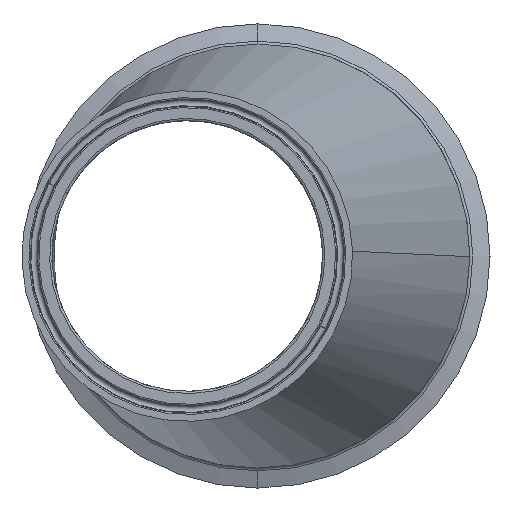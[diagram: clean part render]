
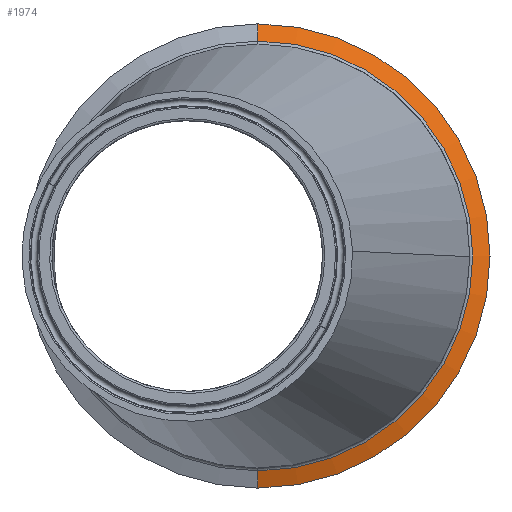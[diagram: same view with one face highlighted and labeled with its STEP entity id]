
A CAD part, front view. The second image highlights one B-rep face of the part: STEP entity #1974.
In plain terms, the highlighted conical face has half-angle 70 degrees and reference radius 83.44 mm.
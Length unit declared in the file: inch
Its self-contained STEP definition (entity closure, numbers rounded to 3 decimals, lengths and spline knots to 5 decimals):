
#7 = CARTESIAN_POINT ( 'NONE',  ( 2.09122, -0.17069, -3.28504 ) ) ;
#19 = CARTESIAN_POINT ( 'NONE',  ( 2.09122, -0.25935, 3.04145 ) ) ;
#22 = DIRECTION ( 'NONE',  ( 0., 0.342, -0.94 ) ) ;
#42 = CARTESIAN_POINT ( 'NONE',  ( 2.09122, -0.17069, 3.28504 ) ) ;
#82 = CARTESIAN_POINT ( 'NONE',  ( 2.09122, -0.17069, 0. ) ) ;
#257 = CARTESIAN_POINT ( 'NONE',  ( 2.09122, -0.17069, 3.28504 ) ) ;
#311 = CARTESIAN_POINT ( 'NONE',  ( 2.09122, -0.17069, 0. ) ) ;
#383 = VERTEX_POINT ( 'NONE', #2573 ) ;
#487 = DIRECTION ( 'NONE',  ( 0., 1., 0. ) ) ;
#580 = AXIS2_PLACEMENT_3D ( 'NONE', #652, #2518, #844 ) ;
#652 = CARTESIAN_POINT ( 'NONE',  ( 2.09122, -0.25935, 0. ) ) ;
#706 = DIRECTION ( 'NONE',  ( 0., 0., 1. ) ) ;
#844 = DIRECTION ( 'NONE',  ( 0., 0., -1. ) ) ;
#1135 = LINE ( 'NONE', #7, #2485 ) ;
#1201 = ORIENTED_EDGE ( 'NONE', *, *, #1995, .T. ) ;
#1284 = VECTOR ( 'NONE', #1877, 39.37008 ) ;
#1300 = EDGE_CURVE ( 'NONE', #383, #1500, #2331, .T. ) ;
#1327 = EDGE_CURVE ( 'NONE', #1500, #1874, #2407, .T. ) ;
#1500 = VERTEX_POINT ( 'NONE', #19 ) ;
#1549 = AXIS2_PLACEMENT_3D ( 'NONE', #311, #2207, #1986 ) ;
#1689 = ORIENTED_EDGE ( 'NONE', *, *, #1300, .F. ) ;
#1874 = VERTEX_POINT ( 'NONE', #257 ) ;
#1877 = DIRECTION ( 'NONE',  ( 0., 0.342, 0.94 ) ) ;
#1893 = ORIENTED_EDGE ( 'NONE', *, *, #2454, .T. ) ;
#1926 = CIRCLE ( 'NONE', #1549, 3.28504 ) ;
#1974 = ADVANCED_FACE ( 'NONE', ( #2433 ), #2468, .T. ) ;
#1986 = DIRECTION ( 'NONE',  ( 0., 0., -1. ) ) ;
#1995 = EDGE_CURVE ( 'NONE', #2000, #1874, #1926, .T. ) ;
#1997 = AXIS2_PLACEMENT_3D ( 'NONE', #82, #487, #706 ) ;
#2000 = VERTEX_POINT ( 'NONE', #2350 ) ;
#2022 = EDGE_LOOP ( 'NONE', ( #1689, #1893, #1201, #2364 ) ) ;
#2207 = DIRECTION ( 'NONE',  ( 0., -1., 0. ) ) ;
#2331 = CIRCLE ( 'NONE', #580, 3.04145 ) ;
#2350 = CARTESIAN_POINT ( 'NONE',  ( 2.09122, -0.17069, -3.28504 ) ) ;
#2364 = ORIENTED_EDGE ( 'NONE', *, *, #1327, .F. ) ;
#2407 = LINE ( 'NONE', #42, #1284 ) ;
#2433 = FACE_OUTER_BOUND ( 'NONE', #2022, .T. ) ;
#2454 = EDGE_CURVE ( 'NONE', #383, #2000, #1135, .T. ) ;
#2468 = CONICAL_SURFACE ( 'NONE', #1997, 3.28504, 1.222 ) ;
#2485 = VECTOR ( 'NONE', #22, 39.37008 ) ;
#2518 = DIRECTION ( 'NONE',  ( 0., -1., 0. ) ) ;
#2573 = CARTESIAN_POINT ( 'NONE',  ( 2.09122, -0.25935, -3.04145 ) ) ;
